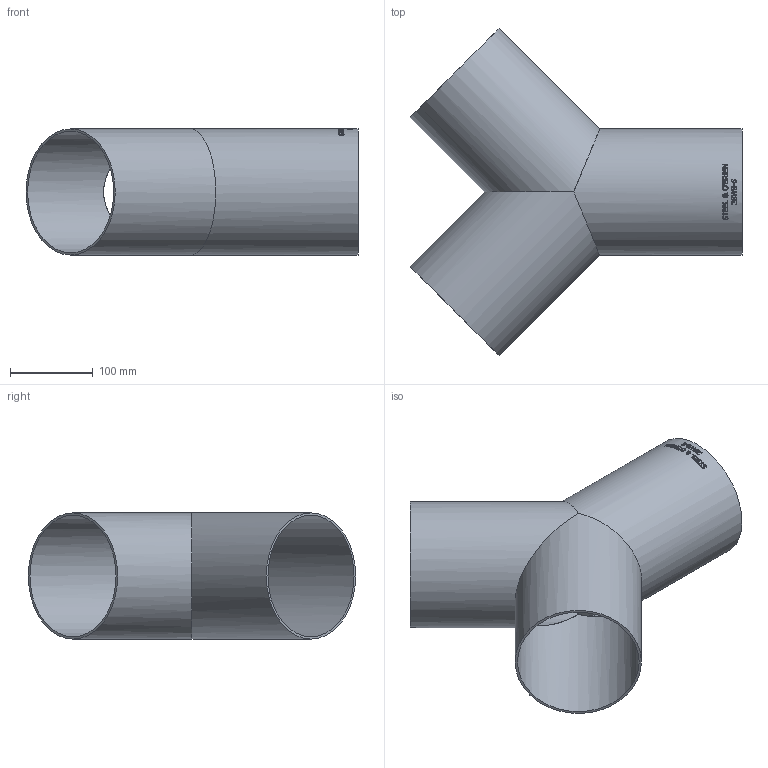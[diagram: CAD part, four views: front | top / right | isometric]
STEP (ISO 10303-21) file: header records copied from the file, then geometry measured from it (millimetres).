
FILE_DESCRIPTION(/* description */ (''),/* implementation_level */ '2;1');
FILE_NAME(/* name */ '28WB-6.stp',/* time_stamp */ '2022-06-15T09:42:21-04:00',/* author */ ('gage'),/* organization */ (''),/* preprocessor_version */ 'ST-DEVELOPER v18.1',/* originating_system */ 'Autodesk Inventor 2020',/* authorisation */ '');
FILE_SCHEMA (('AUTOMOTIVE_DESIGN { 1 0 10303 214 3 1 1 }'));
Length unit declared in the file: inch
Products named in the file (1): 28WB-6
Bounding box: 400.78 x 395.1 x 152.4 mm (x, y, z)
Volume: 679728.5 mm3; surface area: 495876.5 mm2
Topology: 1 solids, 1 shells, 328 faces, 871 edges, 574 vertices
Faces by surface type: plane 154, bspline 136, cylinder 38
Full cylindrical faces by diameter (mm): 146.863 x3, 152.4 x3
Entity records: 13043 total; most frequent: CARTESIAN_POINT 5557, ORIENTED_EDGE 1742, DIRECTION 1183, EDGE_CURVE 871, VERTEX_POINT 574, LINE 401, VECTOR 401, AXIS2_PLACEMENT_3D 391
